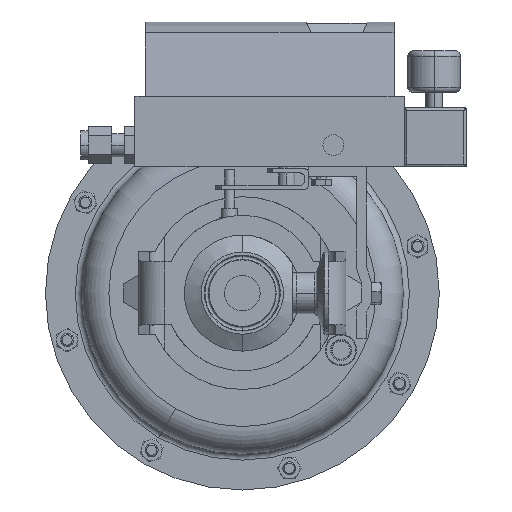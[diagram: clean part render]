
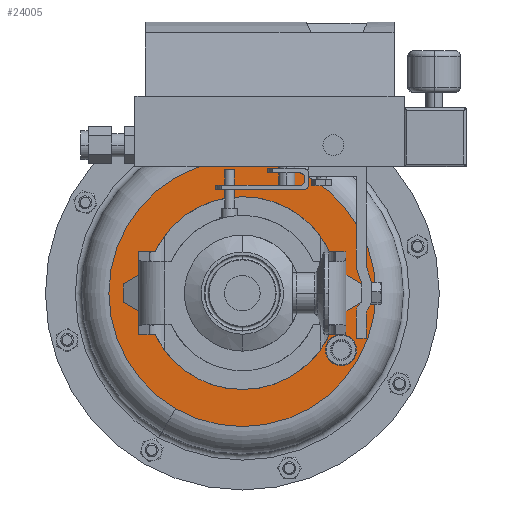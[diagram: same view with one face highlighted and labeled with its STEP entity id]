
A CAD part, front view. The second image highlights one B-rep face of the part: STEP entity #24005.
In plain terms, the highlighted planar face has unit normal (0, -1, 0).
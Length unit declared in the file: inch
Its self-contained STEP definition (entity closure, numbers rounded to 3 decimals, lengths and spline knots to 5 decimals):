
#590 = CIRCLE ( 'NONE', #24390, 0.375 ) ;
#789 = CIRCLE ( 'NONE', #17201, 3.219 ) ;
#957 = EDGE_LOOP ( 'NONE', ( #8847, #24831 ) ) ;
#1287 = ORIENTED_EDGE ( 'NONE', *, *, #13878, .F. ) ;
#1838 = CIRCLE ( 'NONE', #23665, 2.325 ) ;
#1891 = EDGE_CURVE ( 'NONE', #15310, #5984, #590, .T. ) ;
#2627 = CARTESIAN_POINT ( 'NONE',  ( 2.38157, 7.295, -0.76195 ) ) ;
#3102 = EDGE_LOOP ( 'NONE', ( #20938, #4487 ) ) ;
#3128 = CARTESIAN_POINT ( 'NONE',  ( 2.60854, 7.295, -0.46343 ) ) ;
#4487 = ORIENTED_EDGE ( 'NONE', *, *, #13609, .T. ) ;
#4949 = VERTEX_POINT ( 'NONE', #11778 ) ;
#5865 = DIRECTION ( 'NONE',  ( 0., 1., 0. ) ) ;
#5984 = VERTEX_POINT ( 'NONE', #3128 ) ;
#6627 = CARTESIAN_POINT ( 'NONE',  ( 1.6095, 7.295, 3.40079 ) ) ;
#6990 = DIRECTION ( 'NONE',  ( 0.5, 0., 0.866 ) ) ;
#7005 = ORIENTED_EDGE ( 'NONE', *, *, #21917, .F. ) ;
#7058 = FACE_BOUND ( 'NONE', #957, .T. ) ;
#7359 = FACE_OUTER_BOUND ( 'NONE', #18267, .T. ) ;
#7510 = CARTESIAN_POINT ( 'NONE',  ( 2.38157, 7.295, -0.76195 ) ) ;
#8351 = CARTESIAN_POINT ( 'NONE',  ( 0., 7.295, 0.61305 ) ) ;
#8488 = AXIS2_PLACEMENT_3D ( 'NONE', #10767, #25079, #16893 ) ;
#8847 = ORIENTED_EDGE ( 'NONE', *, *, #17970, .T. ) ;
#9765 = AXIS2_PLACEMENT_3D ( 'NONE', #7510, #23848, #25534 ) ;
#10767 = CARTESIAN_POINT ( 'NONE',  ( 0., 7.295, 0.61305 ) ) ;
#11542 = VERTEX_POINT ( 'NONE', #6627 ) ;
#11778 = CARTESIAN_POINT ( 'NONE',  ( 2.325, 7.295, 0.61305 ) ) ;
#12986 = PLANE ( 'NONE',  #22314 ) ;
#13137 = CIRCLE ( 'NONE', #8488, 2.325 ) ;
#13609 = EDGE_CURVE ( 'NONE', #20246, #4949, #13137, .T. ) ;
#13878 = EDGE_CURVE ( 'NONE', #11542, #16859, #15705, .T. ) ;
#15310 = VERTEX_POINT ( 'NONE', #25482 ) ;
#15705 = CIRCLE ( 'NONE', #17470, 3.219 ) ;
#16126 = CIRCLE ( 'NONE', #9765, 0.375 ) ;
#16498 = DIRECTION ( 'NONE',  ( 1., 0., 0. ) ) ;
#16538 = FACE_BOUND ( 'NONE', #3102, .T. ) ;
#16859 = VERTEX_POINT ( 'NONE', #21644 ) ;
#16893 = DIRECTION ( 'NONE',  ( 1., 0., 0. ) ) ;
#17064 = DIRECTION ( 'NONE',  ( 0., 1., 0. ) ) ;
#17201 = AXIS2_PLACEMENT_3D ( 'NONE', #21136, #17064, #6990 ) ;
#17470 = AXIS2_PLACEMENT_3D ( 'NONE', #20284, #5865, #24237 ) ;
#17970 = EDGE_CURVE ( 'NONE', #5984, #15310, #16126, .T. ) ;
#18267 = EDGE_LOOP ( 'NONE', ( #1287, #7005 ) ) ;
#18661 = EDGE_CURVE ( 'NONE', #4949, #20246, #1838, .T. ) ;
#18823 = DIRECTION ( 'NONE',  ( 0.605, 0., 0.796 ) ) ;
#20246 = VERTEX_POINT ( 'NONE', #23811 ) ;
#20284 = CARTESIAN_POINT ( 'NONE',  ( 0., 7.295, 0.61305 ) ) ;
#20680 = DIRECTION ( 'NONE',  ( 0., 1., 0. ) ) ;
#20938 = ORIENTED_EDGE ( 'NONE', *, *, #18661, .T. ) ;
#21136 = CARTESIAN_POINT ( 'NONE',  ( 0., 7.295, 0.61305 ) ) ;
#21305 = DIRECTION ( 'NONE',  ( 0., -1., 0. ) ) ;
#21644 = CARTESIAN_POINT ( 'NONE',  ( -1.6095, 7.295, -2.17468 ) ) ;
#21917 = EDGE_CURVE ( 'NONE', #16859, #11542, #789, .T. ) ;
#22314 = AXIS2_PLACEMENT_3D ( 'NONE', #23002, #21305, #25102 ) ;
#23002 = CARTESIAN_POINT ( 'NONE',  ( 2.78774, 7.295, -0.99645 ) ) ;
#23665 = AXIS2_PLACEMENT_3D ( 'NONE', #8351, #24607, #16498 ) ;
#23811 = CARTESIAN_POINT ( 'NONE',  ( -2.325, 7.295, 0.61305 ) ) ;
#23848 = DIRECTION ( 'NONE',  ( 0., 1., 0. ) ) ;
#24005 = ADVANCED_FACE ( 'NONE', ( #16538, #7359, #7058 ), #12986, .T. ) ;
#24237 = DIRECTION ( 'NONE',  ( 0.5, 0., 0.866 ) ) ;
#24390 = AXIS2_PLACEMENT_3D ( 'NONE', #2627, #20680, #18823 ) ;
#24607 = DIRECTION ( 'NONE',  ( 0., 1., 0. ) ) ;
#24831 = ORIENTED_EDGE ( 'NONE', *, *, #1891, .T. ) ;
#25079 = DIRECTION ( 'NONE',  ( 0., 1., 0. ) ) ;
#25102 = DIRECTION ( 'NONE',  ( -0.5, 0., -0.866 ) ) ;
#25482 = CARTESIAN_POINT ( 'NONE',  ( 2.1546, 7.295, -1.06046 ) ) ;
#25534 = DIRECTION ( 'NONE',  ( 0.605, 0., 0.796 ) ) ;
